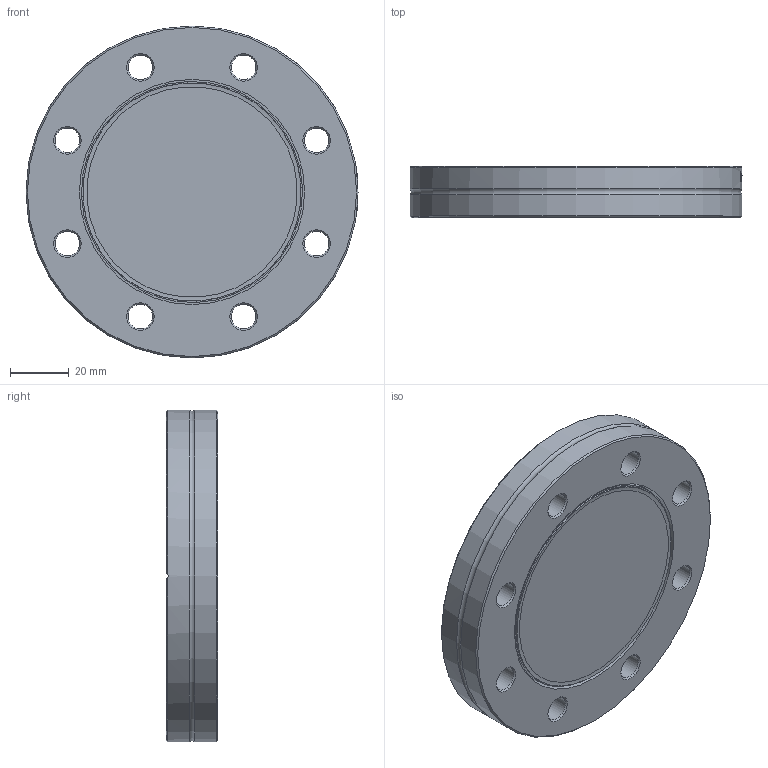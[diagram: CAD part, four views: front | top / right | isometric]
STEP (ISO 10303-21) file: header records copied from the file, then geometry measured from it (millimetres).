
FILE_DESCRIPTION(/* description */ (''),/* implementation_level */ '2;1');
FILE_NAME(/* name */ 'VP-63CF.stp',/* time_stamp */ '2023-08-11T15:21:20+01:00',/* author */ ('PaulJarvis'),/* organization */ (''),/* preprocessor_version */ 'ST-DEVELOPER v19.2',/* originating_system */ 'Autodesk Inventor 2023',/* authorisation */ '');
FILE_SCHEMA (('AUTOMOTIVE_DESIGN { 1 0 10303 214 3 1 1 }'));
Length unit declared in the file: millimetre
Products named in the file (4): VP-63CF; FL-63CF for VP; DN63 spinning; DN63 GLASS DISC
Assembly tree (3 placements, depth 2):
  VP-63CF
    FL-63CF for VP
    DN63 spinning
    DN63 GLASS DISC
Bounding box: 113.5 x 17.5 x 113.5 mm (x, y, z)
Volume: 114471.9 mm3; surface area: 44834 mm2
Topology: 3 solids, 3 shells, 168 faces, 421 edges, 274 vertices
Faces by surface type: bspline 53, plane 46, cylinder 34, cone 23, torus 12
Full cylindrical faces by diameter (mm): 8.4 x8, 63.4 x1, 65 x1, 66 x2, 67.5 x1, 69 x1, 70 x1, 70.5 x2, 74.6 x2, 75.6 x1, 77 x1, 82.5 x1, 113.5 x2
Entity records: 17627 total; most frequent: CARTESIAN_POINT 13728, ORIENTED_EDGE 842, DIRECTION 650, EDGE_CURVE 421, VERTEX_POINT 274, AXIS2_PLACEMENT_3D 252, EDGE_LOOP 203, FACE_OUTER_BOUND 168
